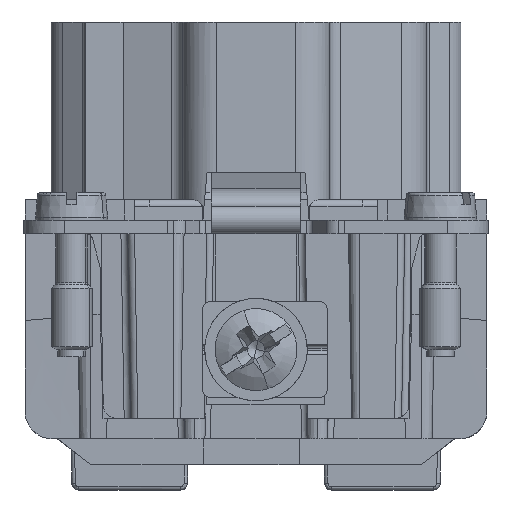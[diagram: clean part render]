
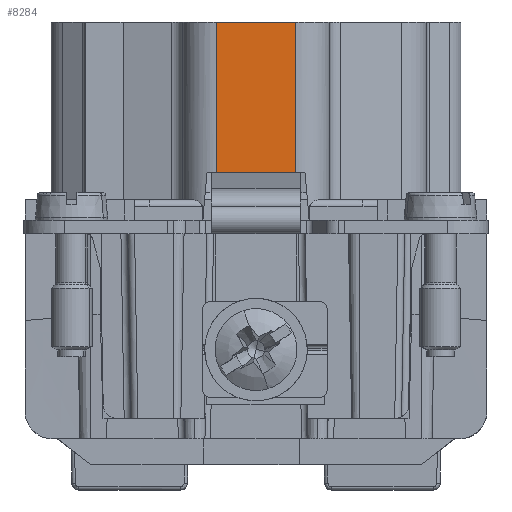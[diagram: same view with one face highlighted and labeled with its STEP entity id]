
A CAD part, front view. The second image highlights one B-rep face of the part: STEP entity #8284.
In plain terms, the highlighted planar face has unit normal (0, -1, 0).
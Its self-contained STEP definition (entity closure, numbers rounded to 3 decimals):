
#8271=AXIS2_PLACEMENT_3D('Plane Axis2P3D',#8268,#8269,#8270) ;
#2544=CARTESIAN_POINT('Line Origine',(14.1,2.745,27.15)) ;
#2548=CARTESIAN_POINT('Vertex',(14.1,2.745,23.25)) ;
#2550=CARTESIAN_POINT('Vertex',(14.1,2.745,34.25)) ;
#2636=CARTESIAN_POINT('Vertex',(19.9,2.745,23.25)) ;
#2639=CARTESIAN_POINT('Line Origine',(17.,2.745,23.25)) ;
#7451=CARTESIAN_POINT('Vertex',(19.9,2.745,34.25)) ;
#7454=CARTESIAN_POINT('Line Origine',(19.9,2.745,27.15)) ;
#8268=CARTESIAN_POINT('Axis2P3D Location',(19.9,2.745,21.25)) ;
#8273=CARTESIAN_POINT('Line Origine',(17.,2.745,34.25)) ;
#2545=DIRECTION('Vector Direction',(0.,0.,1.)) ;
#2640=DIRECTION('Vector Direction',(-1.,0.,0.)) ;
#7455=DIRECTION('Vector Direction',(0.,0.,1.)) ;
#8269=DIRECTION('Axis2P3D Direction',(0.,1.,0.)) ;
#8270=DIRECTION('Axis2P3D XDirection',(-1.,0.,0.)) ;
#8274=DIRECTION('Vector Direction',(-1.,0.,0.)) ;
#2546=VECTOR('Line Direction',#2545,1.) ;
#2641=VECTOR('Line Direction',#2640,1.) ;
#7456=VECTOR('Line Direction',#7455,1.) ;
#8275=VECTOR('Line Direction',#8274,1.) ;
#8279=ORIENTED_EDGE('',*,*,#2643,.F.) ;
#8280=ORIENTED_EDGE('',*,*,#7458,.T.) ;
#8281=ORIENTED_EDGE('',*,*,#8277,.F.) ;
#8282=ORIENTED_EDGE('',*,*,#2552,.F.) ;
#8284=ADVANCED_FACE('Hauptk\X2\00F6\X0\rper',(#8283),#8272,.F.) ;
#2552=EDGE_CURVE('',#2549,#2551,#2547,.T.) ;
#2643=EDGE_CURVE('',#2637,#2549,#2642,.T.) ;
#7458=EDGE_CURVE('',#2637,#7452,#7457,.T.) ;
#8277=EDGE_CURVE('',#2551,#7452,#8276,.F.) ;
#8278=EDGE_LOOP('',(#8279,#8280,#8281,#8282)) ;
#8283=FACE_OUTER_BOUND('',#8278,.T.) ;
#2547=LINE('Line',#2544,#2546) ;
#2642=LINE('Line',#2639,#2641) ;
#7457=LINE('Line',#7454,#7456) ;
#8276=LINE('Line',#8273,#8275) ;
#8272=PLANE('',#8271) ;
#2549=VERTEX_POINT('',#2548) ;
#2551=VERTEX_POINT('',#2550) ;
#2637=VERTEX_POINT('',#2636) ;
#7452=VERTEX_POINT('',#7451) ;
